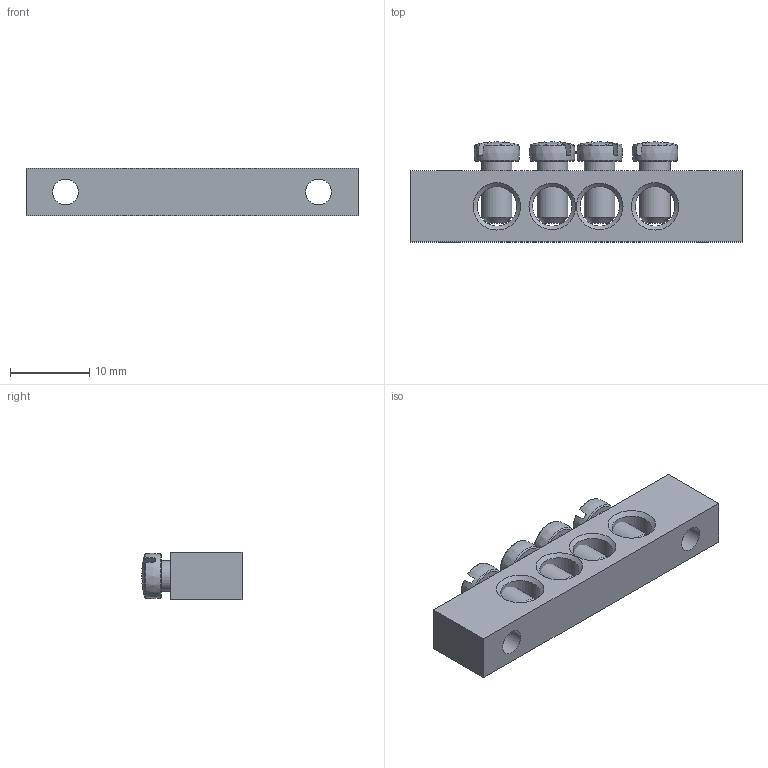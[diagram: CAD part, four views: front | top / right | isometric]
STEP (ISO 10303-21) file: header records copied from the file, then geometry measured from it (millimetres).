
FILE_DESCRIPTION(/* description */ (''),/* implementation_level */ '2;1');
FILE_NAME(/* name */ '6х9-4_2.stp',/* time_stamp */ '2021-04-12T22:43:21+03:00',/* author */ ('Admin'),/* organization */ (''),/* preprocessor_version */ 'ST-DEVELOPER v15.6',/* originating_system */ 'Autodesk Inventor 2015',/* authorisation */ '');
FILE_SCHEMA (('AUTOMOTIVE_DESIGN { 1 0 10303 214 3 1 1 }'));
Length unit declared in the file: millimetre
Products named in the file (3): 6х9-4_2; Винт M4x8; -ноль) X_2
Assembly tree (5 placements, depth 2):
  -ноль) X_2
    6х9-4_2
    Винт M4x8  x4
Bounding box: 42 x 12.65 x 6 mm (x, y, z)
Volume: 2100.3 mm3; surface area: 2546.3 mm2
Topology: 5 solids, 5 shells, 124 faces, 327 edges, 217 vertices
Faces by surface type: plane 66, cone 20, cylinder 14, torus 12, sphere 8, bspline 4
Full cylindrical faces by diameter (mm): 3.242 x6, 3.9 x4, 5 x4
Entity records: 1728 total; most frequent: CARTESIAN_POINT 462, DIRECTION 256, ORIENTED_EDGE 204, AXIS2_PLACEMENT_3D 111, EDGE_CURVE 102, EDGE_LOOP 91, VERTEX_POINT 79, CIRCLE 55
